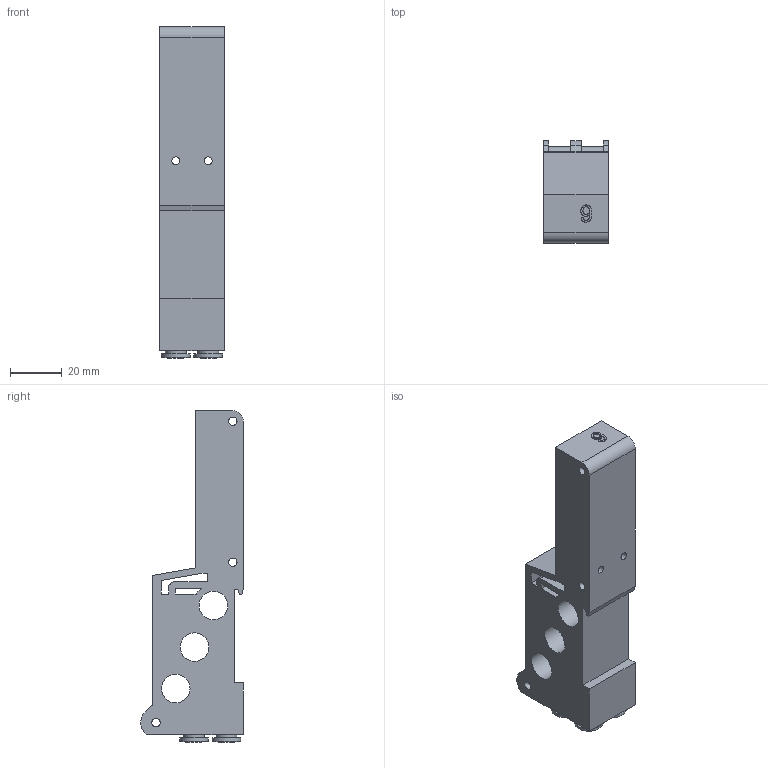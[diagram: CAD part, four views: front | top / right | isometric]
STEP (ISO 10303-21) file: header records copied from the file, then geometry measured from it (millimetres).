
FILE_DESCRIPTION(/* description */ ('DOPPIA BASE MODULARE ø6 PER EV BISTABILI'),/* implementation_level */ '2;1');
FILE_NAME(/* name */ '2246-01B.stp',/* time_stamp */ '2016-04-27T08:13:05+02:00',/* author */ ('Maniean1'),/* organization */ ('Pneumax S.p.A.'),/* preprocessor_version */ 'ST-DEVELOPER v15.2',/* originating_system */ 'Autodesk Inventor 2014',/* authorisation */ '');
FILE_SCHEMA (('AUTOMOTIVE_DESIGN { 1 0 10303 214 3 1 1 }'));
Length unit declared in the file: millimetre
Products named in the file (1): 2246-01B
Bounding box: 25 x 39.49 x 127.86 mm (x, y, z)
Volume: 67588.3 mm3; surface area: 22465.1 mm2
Topology: 1 solids, 1 shells, 161 faces, 431 edges, 287 vertices
Faces by surface type: plane 93, cylinder 40, bspline 24, sphere 4
Full cylindrical faces by diameter (mm): 3 x2, 3.2 x3, 6.2 x4, 8 x4, 11 x7
Entity records: 5229 total; most frequent: CARTESIAN_POINT 1195, ORIENTED_EDGE 796, DIRECTION 704, EDGE_CURVE 398, VERTEX_POINT 278, LINE 268, VECTOR 268, EDGE_LOOP 228
